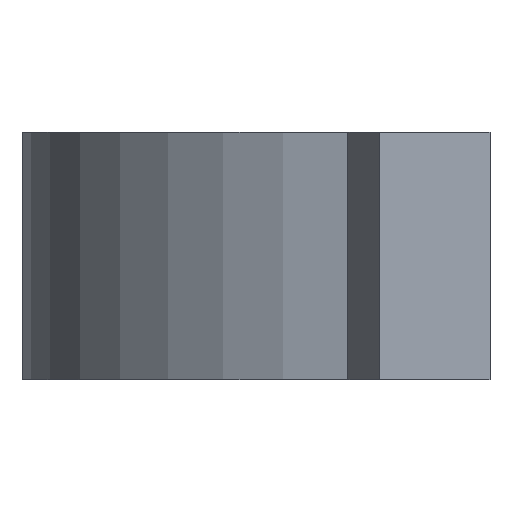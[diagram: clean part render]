
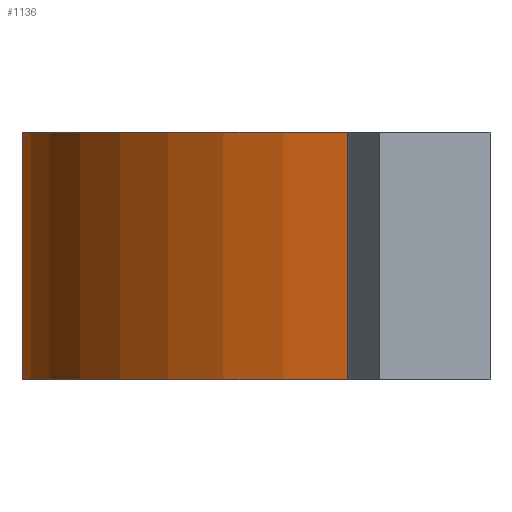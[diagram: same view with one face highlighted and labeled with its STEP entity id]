
A CAD part, left-side view. The second image highlights one B-rep face of the part: STEP entity #1136.
In plain terms, the highlighted cylindrical face has radius 21.5 mm (diameter 43 mm), a partial arc.
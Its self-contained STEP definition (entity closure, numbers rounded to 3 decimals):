
#68 = PLANE('',#69);
#69 = AXIS2_PLACEMENT_3D('',#70,#71,#72);
#70 = CARTESIAN_POINT('',(25.5,0.,-6.75));
#71 = DIRECTION('',(0.,0.,1.));
#72 = DIRECTION('',(1.,0.,-0.));
#96 = PLANE('',#97);
#97 = AXIS2_PLACEMENT_3D('',#98,#99,#100);
#98 = CARTESIAN_POINT('',(20.767,5.565,0.));
#99 = DIRECTION('',(-0.585,-0.811,0.));
#100 = DIRECTION('',(0.811,-0.585,0.));
#125 = PLANE('',#126);
#126 = AXIS2_PLACEMENT_3D('',#127,#128,#129);
#127 = CARTESIAN_POINT('',(23.564,1.643,-3.375));
#128 = DIRECTION('',(0.,0.,1.));
#129 = DIRECTION('',(1.,0.,-0.));
#205 = PLANE('',#206);
#206 = AXIS2_PLACEMENT_3D('',#207,#208,#209);
#207 = CARTESIAN_POINT('',(25.5,0.,6.75));
#208 = DIRECTION('',(0.,0.,1.));
#209 = DIRECTION('',(1.,0.,-0.));
#262 = PLANE('',#263);
#263 = AXIS2_PLACEMENT_3D('',#264,#265,#266);
#264 = CARTESIAN_POINT('',(23.564,1.643,3.375));
#265 = DIRECTION('',(0.,0.,1.));
#266 = DIRECTION('',(1.,0.,-0.));
#290 = PLANE('',#291);
#291 = AXIS2_PLACEMENT_3D('',#292,#293,#294);
#292 = CARTESIAN_POINT('',(20.767,5.565,0.));
#293 = DIRECTION('',(-0.585,-0.811,0.));
#294 = DIRECTION('',(0.811,-0.585,0.));
#329 = VERTEX_POINT('',#330);
#330 = CARTESIAN_POINT('',(20.767,5.565,6.75));
#351 = EDGE_CURVE('',#329,#352,#354,.T.);
#352 = VERTEX_POINT('',#353);
#353 = CARTESIAN_POINT('',(-21.173,3.733,6.75));
#354 = SURFACE_CURVE('',#355,(#360,#367),.PCURVE_S1.);
#355 = CIRCLE('',#356,21.5);
#356 = AXIS2_PLACEMENT_3D('',#357,#358,#359);
#357 = CARTESIAN_POINT('',(0.,0.,6.75));
#358 = DIRECTION('',(0.,0.,1.));
#359 = DIRECTION('',(1.,0.,-0.));
#360 = PCURVE('',#205,#361);
#361 = DEFINITIONAL_REPRESENTATION('',(#362),#366);
#362 = CIRCLE('',#363,21.5);
#363 = AXIS2_PLACEMENT_2D('',#364,#365);
#364 = CARTESIAN_POINT('',(-25.5,0.));
#365 = DIRECTION('',(1.,0.));
#366 = ( GEOMETRIC_REPRESENTATION_CONTEXT(2) 
PARAMETRIC_REPRESENTATION_CONTEXT() REPRESENTATION_CONTEXT('2D SPACE',''
  ) );
#367 = PCURVE('',#368,#373);
#368 = CYLINDRICAL_SURFACE('',#369,21.5);
#369 = AXIS2_PLACEMENT_3D('',#370,#371,#372);
#370 = CARTESIAN_POINT('',(0.,0.,0.));
#371 = DIRECTION('',(0.,0.,1.));
#372 = DIRECTION('',(1.,0.,-0.));
#373 = DEFINITIONAL_REPRESENTATION('',(#374),#378);
#374 = LINE('',#375,#376);
#375 = CARTESIAN_POINT('',(-0.,6.75));
#376 = VECTOR('',#377,1.);
#377 = DIRECTION('',(1.,-0.));
#378 = ( GEOMETRIC_REPRESENTATION_CONTEXT(2) 
PARAMETRIC_REPRESENTATION_CONTEXT() REPRESENTATION_CONTEXT('2D SPACE',''
  ) );
#396 = PLANE('',#397);
#397 = AXIS2_PLACEMENT_3D('',#398,#399,#400);
#398 = CARTESIAN_POINT('',(-26.5,2.,0.));
#399 = DIRECTION('',(0.309,-0.951,-0.));
#400 = DIRECTION('',(0.951,0.309,0.));
#593 = PLANE('',#594);
#594 = AXIS2_PLACEMENT_3D('',#595,#596,#597);
#595 = CARTESIAN_POINT('',(18.497,0.323,0.));
#596 = DIRECTION('',(-0.107,-0.994,0.));
#597 = DIRECTION('',(0.994,-0.107,0.));
#630 = EDGE_CURVE('',#329,#631,#633,.T.);
#631 = VERTEX_POINT('',#632);
#632 = CARTESIAN_POINT('',(20.767,5.565,3.375));
#633 = SURFACE_CURVE('',#634,(#638,#645),.PCURVE_S1.);
#634 = LINE('',#635,#636);
#635 = CARTESIAN_POINT('',(20.767,5.565,6.75));
#636 = VECTOR('',#637,1.);
#637 = DIRECTION('',(0.,0.,-1.));
#638 = PCURVE('',#290,#639);
#639 = DEFINITIONAL_REPRESENTATION('',(#640),#644);
#640 = LINE('',#641,#642);
#641 = CARTESIAN_POINT('',(0.,6.75));
#642 = VECTOR('',#643,1.);
#643 = DIRECTION('',(0.,-1.));
#644 = ( GEOMETRIC_REPRESENTATION_CONTEXT(2) 
PARAMETRIC_REPRESENTATION_CONTEXT() REPRESENTATION_CONTEXT('2D SPACE',''
  ) );
#645 = PCURVE('',#368,#646);
#646 = DEFINITIONAL_REPRESENTATION('',(#647),#651);
#647 = LINE('',#648,#649);
#648 = CARTESIAN_POINT('',(0.262,6.75));
#649 = VECTOR('',#650,1.);
#650 = DIRECTION('',(0.,-1.));
#651 = ( GEOMETRIC_REPRESENTATION_CONTEXT(2) 
PARAMETRIC_REPRESENTATION_CONTEXT() REPRESENTATION_CONTEXT('2D SPACE',''
  ) );
#679 = EDGE_CURVE('',#680,#631,#682,.T.);
#680 = VERTEX_POINT('',#681);
#681 = CARTESIAN_POINT('',(21.5,0.,3.375));
#682 = SURFACE_CURVE('',#683,(#688,#695),.PCURVE_S1.);
#683 = CIRCLE('',#684,21.5);
#684 = AXIS2_PLACEMENT_3D('',#685,#686,#687);
#685 = CARTESIAN_POINT('',(0.,0.,3.375));
#686 = DIRECTION('',(0.,0.,1.));
#687 = DIRECTION('',(1.,0.,-0.));
#688 = PCURVE('',#262,#689);
#689 = DEFINITIONAL_REPRESENTATION('',(#690),#694);
#690 = CIRCLE('',#691,21.5);
#691 = AXIS2_PLACEMENT_2D('',#692,#693);
#692 = CARTESIAN_POINT('',(-23.564,-1.643));
#693 = DIRECTION('',(1.,0.));
#694 = ( GEOMETRIC_REPRESENTATION_CONTEXT(2) 
PARAMETRIC_REPRESENTATION_CONTEXT() REPRESENTATION_CONTEXT('2D SPACE',''
  ) );
#695 = PCURVE('',#368,#696);
#696 = DEFINITIONAL_REPRESENTATION('',(#697),#701);
#697 = LINE('',#698,#699);
#698 = CARTESIAN_POINT('',(0.,3.375));
#699 = VECTOR('',#700,1.);
#700 = DIRECTION('',(1.,0.));
#701 = ( GEOMETRIC_REPRESENTATION_CONTEXT(2) 
PARAMETRIC_REPRESENTATION_CONTEXT() REPRESENTATION_CONTEXT('2D SPACE',''
  ) );
#758 = VERTEX_POINT('',#759);
#759 = CARTESIAN_POINT('',(20.767,5.565,-6.75));
#780 = EDGE_CURVE('',#758,#781,#783,.T.);
#781 = VERTEX_POINT('',#782);
#782 = CARTESIAN_POINT('',(-21.173,3.733,-6.75));
#783 = SURFACE_CURVE('',#784,(#789,#796),.PCURVE_S1.);
#784 = CIRCLE('',#785,21.5);
#785 = AXIS2_PLACEMENT_3D('',#786,#787,#788);
#786 = CARTESIAN_POINT('',(0.,0.,-6.75));
#787 = DIRECTION('',(0.,0.,1.));
#788 = DIRECTION('',(1.,0.,-0.));
#789 = PCURVE('',#68,#790);
#790 = DEFINITIONAL_REPRESENTATION('',(#791),#795);
#791 = CIRCLE('',#792,21.5);
#792 = AXIS2_PLACEMENT_2D('',#793,#794);
#793 = CARTESIAN_POINT('',(-25.5,0.));
#794 = DIRECTION('',(1.,0.));
#795 = ( GEOMETRIC_REPRESENTATION_CONTEXT(2) 
PARAMETRIC_REPRESENTATION_CONTEXT() REPRESENTATION_CONTEXT('2D SPACE',''
  ) );
#796 = PCURVE('',#368,#797);
#797 = DEFINITIONAL_REPRESENTATION('',(#798),#802);
#798 = LINE('',#799,#800);
#799 = CARTESIAN_POINT('',(0.,-6.75));
#800 = VECTOR('',#801,1.);
#801 = DIRECTION('',(1.,0.));
#802 = ( GEOMETRIC_REPRESENTATION_CONTEXT(2) 
PARAMETRIC_REPRESENTATION_CONTEXT() REPRESENTATION_CONTEXT('2D SPACE',''
  ) );
#1015 = VERTEX_POINT('',#1016);
#1016 = CARTESIAN_POINT('',(21.5,0.,-3.375));
#1063 = EDGE_CURVE('',#1015,#1064,#1066,.T.);
#1064 = VERTEX_POINT('',#1065);
#1065 = CARTESIAN_POINT('',(20.767,5.565,-3.375));
#1066 = SURFACE_CURVE('',#1067,(#1072,#1079),.PCURVE_S1.);
#1067 = CIRCLE('',#1068,21.5);
#1068 = AXIS2_PLACEMENT_3D('',#1069,#1070,#1071);
#1069 = CARTESIAN_POINT('',(0.,0.,-3.375));
#1070 = DIRECTION('',(0.,0.,1.));
#1071 = DIRECTION('',(1.,0.,-0.));
#1072 = PCURVE('',#125,#1073);
#1073 = DEFINITIONAL_REPRESENTATION('',(#1074),#1078);
#1074 = CIRCLE('',#1075,21.5);
#1075 = AXIS2_PLACEMENT_2D('',#1076,#1077);
#1076 = CARTESIAN_POINT('',(-23.564,-1.643));
#1077 = DIRECTION('',(1.,0.));
#1078 = ( GEOMETRIC_REPRESENTATION_CONTEXT(2) 
PARAMETRIC_REPRESENTATION_CONTEXT() REPRESENTATION_CONTEXT('2D SPACE',''
  ) );
#1079 = PCURVE('',#368,#1080);
#1080 = DEFINITIONAL_REPRESENTATION('',(#1081),#1085);
#1081 = LINE('',#1082,#1083);
#1082 = CARTESIAN_POINT('',(0.,-3.375));
#1083 = VECTOR('',#1084,1.);
#1084 = DIRECTION('',(1.,0.));
#1085 = ( GEOMETRIC_REPRESENTATION_CONTEXT(2) 
PARAMETRIC_REPRESENTATION_CONTEXT() REPRESENTATION_CONTEXT('2D SPACE',''
  ) );
#1113 = EDGE_CURVE('',#1064,#758,#1114,.T.);
#1114 = SURFACE_CURVE('',#1115,(#1119,#1126),.PCURVE_S1.);
#1115 = LINE('',#1116,#1117);
#1116 = CARTESIAN_POINT('',(20.767,5.565,6.75));
#1117 = VECTOR('',#1118,1.);
#1118 = DIRECTION('',(0.,0.,-1.));
#1119 = PCURVE('',#96,#1120);
#1120 = DEFINITIONAL_REPRESENTATION('',(#1121),#1125);
#1121 = LINE('',#1122,#1123);
#1122 = CARTESIAN_POINT('',(0.,6.75));
#1123 = VECTOR('',#1124,1.);
#1124 = DIRECTION('',(0.,-1.));
#1125 = ( GEOMETRIC_REPRESENTATION_CONTEXT(2) 
PARAMETRIC_REPRESENTATION_CONTEXT() REPRESENTATION_CONTEXT('2D SPACE',''
  ) );
#1126 = PCURVE('',#368,#1127);
#1127 = DEFINITIONAL_REPRESENTATION('',(#1128),#1132);
#1128 = LINE('',#1129,#1130);
#1129 = CARTESIAN_POINT('',(0.262,6.75));
#1130 = VECTOR('',#1131,1.);
#1131 = DIRECTION('',(0.,-1.));
#1132 = ( GEOMETRIC_REPRESENTATION_CONTEXT(2) 
PARAMETRIC_REPRESENTATION_CONTEXT() REPRESENTATION_CONTEXT('2D SPACE',''
  ) );
#1136 = ADVANCED_FACE('',(#1137),#368,.T.);
#1137 = FACE_BOUND('',#1138,.T.);
#1138 = EDGE_LOOP('',(#1139,#1140,#1141,#1162,#1163,#1164,#1165,#1186));
#1139 = ORIENTED_EDGE('',*,*,#1113,.T.);
#1140 = ORIENTED_EDGE('',*,*,#780,.T.);
#1141 = ORIENTED_EDGE('',*,*,#1142,.F.);
#1142 = EDGE_CURVE('',#352,#781,#1143,.T.);
#1143 = SURFACE_CURVE('',#1144,(#1148,#1155),.PCURVE_S1.);
#1144 = LINE('',#1145,#1146);
#1145 = CARTESIAN_POINT('',(-21.173,3.733,6.75));
#1146 = VECTOR('',#1147,1.);
#1147 = DIRECTION('',(0.,0.,-1.));
#1148 = PCURVE('',#368,#1149);
#1149 = DEFINITIONAL_REPRESENTATION('',(#1150),#1154);
#1150 = LINE('',#1151,#1152);
#1151 = CARTESIAN_POINT('',(2.967,6.75));
#1152 = VECTOR('',#1153,1.);
#1153 = DIRECTION('',(0.,-1.));
#1154 = ( GEOMETRIC_REPRESENTATION_CONTEXT(2) 
PARAMETRIC_REPRESENTATION_CONTEXT() REPRESENTATION_CONTEXT('2D SPACE',''
  ) );
#1155 = PCURVE('',#396,#1156);
#1156 = DEFINITIONAL_REPRESENTATION('',(#1157),#1161);
#1157 = LINE('',#1158,#1159);
#1158 = CARTESIAN_POINT('',(5.602,6.75));
#1159 = VECTOR('',#1160,1.);
#1160 = DIRECTION('',(0.,-1.));
#1161 = ( GEOMETRIC_REPRESENTATION_CONTEXT(2) 
PARAMETRIC_REPRESENTATION_CONTEXT() REPRESENTATION_CONTEXT('2D SPACE',''
  ) );
#1162 = ORIENTED_EDGE('',*,*,#351,.F.);
#1163 = ORIENTED_EDGE('',*,*,#630,.T.);
#1164 = ORIENTED_EDGE('',*,*,#679,.F.);
#1165 = ORIENTED_EDGE('',*,*,#1166,.T.);
#1166 = EDGE_CURVE('',#680,#1015,#1167,.T.);
#1167 = SURFACE_CURVE('',#1168,(#1172,#1179),.PCURVE_S1.);
#1168 = LINE('',#1169,#1170);
#1169 = CARTESIAN_POINT('',(21.5,0.,6.75));
#1170 = VECTOR('',#1171,1.);
#1171 = DIRECTION('',(0.,0.,-1.));
#1172 = PCURVE('',#368,#1173);
#1173 = DEFINITIONAL_REPRESENTATION('',(#1174),#1178);
#1174 = LINE('',#1175,#1176);
#1175 = CARTESIAN_POINT('',(0.,6.75));
#1176 = VECTOR('',#1177,1.);
#1177 = DIRECTION('',(0.,-1.));
#1178 = ( GEOMETRIC_REPRESENTATION_CONTEXT(2) 
PARAMETRIC_REPRESENTATION_CONTEXT() REPRESENTATION_CONTEXT('2D SPACE',''
  ) );
#1179 = PCURVE('',#593,#1180);
#1180 = DEFINITIONAL_REPRESENTATION('',(#1181),#1185);
#1181 = LINE('',#1182,#1183);
#1182 = CARTESIAN_POINT('',(3.02,6.75));
#1183 = VECTOR('',#1184,1.);
#1184 = DIRECTION('',(0.,-1.));
#1185 = ( GEOMETRIC_REPRESENTATION_CONTEXT(2) 
PARAMETRIC_REPRESENTATION_CONTEXT() REPRESENTATION_CONTEXT('2D SPACE',''
  ) );
#1186 = ORIENTED_EDGE('',*,*,#1063,.T.);
